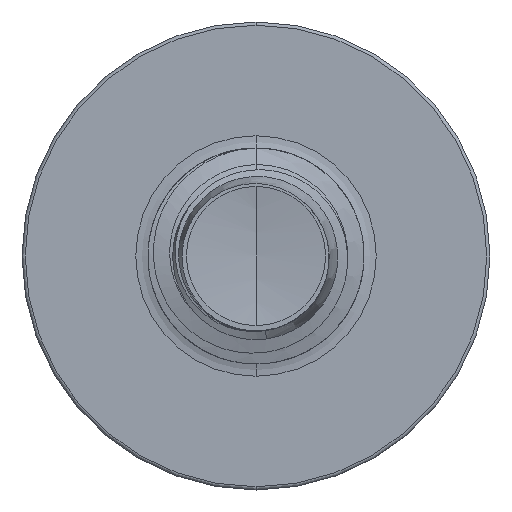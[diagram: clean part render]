
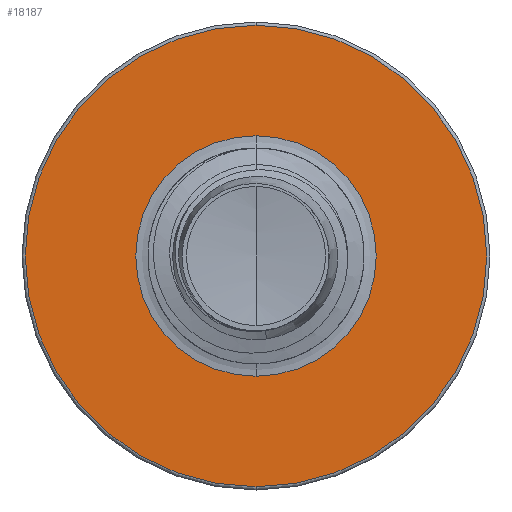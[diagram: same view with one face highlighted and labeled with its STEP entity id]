
A CAD part, front view. The second image highlights one B-rep face of the part: STEP entity #18187.
In plain terms, the highlighted planar face has unit normal (0, -1, 0).
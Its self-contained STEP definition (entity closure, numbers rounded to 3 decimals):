
#1911 = EDGE_CURVE ( 'NONE', #32254, #20005, #9568, .T. ) ;
#2339 = ORIENTED_EDGE ( 'NONE', *, *, #1911, .T. ) ;
#3340 = DIRECTION ( 'NONE',  ( 0., 0., 1. ) ) ;
#3609 = EDGE_CURVE ( 'NONE', #37957, #27051, #11479, .T. ) ;
#5392 = DIRECTION ( 'NONE',  ( 0., 0., 1. ) ) ;
#5468 = DIRECTION ( 'NONE',  ( 0., 1., 0. ) ) ;
#5476 = CARTESIAN_POINT ( 'NONE',  ( 0., 17.5, 0. ) ) ;
#7517 = DIRECTION ( 'NONE',  ( 0., 0., 1. ) ) ;
#8800 = CIRCLE ( 'NONE', #36338, 3.205 ) ;
#9568 = CIRCLE ( 'NONE', #19677, 1.67 ) ;
#11327 = FACE_OUTER_BOUND ( 'NONE', #26537, .T. ) ;
#11479 = CIRCLE ( 'NONE', #35091, 3.205 ) ;
#12708 = ORIENTED_EDGE ( 'NONE', *, *, #37765, .F. ) ;
#13627 = CARTESIAN_POINT ( 'NONE',  ( 0., 17.5, -1.67 ) ) ;
#14995 = CARTESIAN_POINT ( 'NONE',  ( 0., 17.5, 0. ) ) ;
#15033 = DIRECTION ( 'NONE',  ( 0., 1., 0. ) ) ;
#15387 = AXIS2_PLACEMENT_3D ( 'NONE', #28314, #37921, #37914 ) ;
#18187 = ADVANCED_FACE ( 'NONE', ( #11327, #28764 ), #37938, .F. ) ;
#18473 = EDGE_CURVE ( 'NONE', #20005, #32254, #33453, .T. ) ;
#19677 = AXIS2_PLACEMENT_3D ( 'NONE', #5476, #5468, #5392 ) ;
#20005 = VERTEX_POINT ( 'NONE', #13627 ) ;
#20372 = AXIS2_PLACEMENT_3D ( 'NONE', #37606, #37583, #37569 ) ;
#20689 = CARTESIAN_POINT ( 'NONE',  ( 0., 17.5, 1.67 ) ) ;
#21617 = EDGE_LOOP ( 'NONE', ( #2339, #30850 ) ) ;
#23661 = CARTESIAN_POINT ( 'NONE',  ( 0., 17.5, 3.205 ) ) ;
#25930 = DIRECTION ( 'NONE',  ( 0., 1., 0. ) ) ;
#26537 = EDGE_LOOP ( 'NONE', ( #28037, #12708 ) ) ;
#27051 = VERTEX_POINT ( 'NONE', #31680 ) ;
#28037 = ORIENTED_EDGE ( 'NONE', *, *, #3609, .F. ) ;
#28314 = CARTESIAN_POINT ( 'NONE',  ( 0., 17.5, -1.67 ) ) ;
#28764 = FACE_BOUND ( 'NONE', #21617, .T. ) ;
#30850 = ORIENTED_EDGE ( 'NONE', *, *, #18473, .T. ) ;
#31680 = CARTESIAN_POINT ( 'NONE',  ( 0., 17.5, -3.205 ) ) ;
#32254 = VERTEX_POINT ( 'NONE', #20689 ) ;
#33453 = CIRCLE ( 'NONE', #20372, 1.67 ) ;
#35091 = AXIS2_PLACEMENT_3D ( 'NONE', #14995, #15033, #7517 ) ;
#36338 = AXIS2_PLACEMENT_3D ( 'NONE', #37713, #25930, #3340 ) ;
#37569 = DIRECTION ( 'NONE',  ( 0., 0., 1. ) ) ;
#37583 = DIRECTION ( 'NONE',  ( 0., 1., 0. ) ) ;
#37606 = CARTESIAN_POINT ( 'NONE',  ( 0., 17.5, 0. ) ) ;
#37713 = CARTESIAN_POINT ( 'NONE',  ( 0., 17.5, 0. ) ) ;
#37765 = EDGE_CURVE ( 'NONE', #27051, #37957, #8800, .T. ) ;
#37914 = DIRECTION ( 'NONE',  ( 0., 0., 1. ) ) ;
#37921 = DIRECTION ( 'NONE',  ( 0., 1., 0. ) ) ;
#37938 = PLANE ( 'NONE',  #15387 ) ;
#37957 = VERTEX_POINT ( 'NONE', #23661 ) ;
